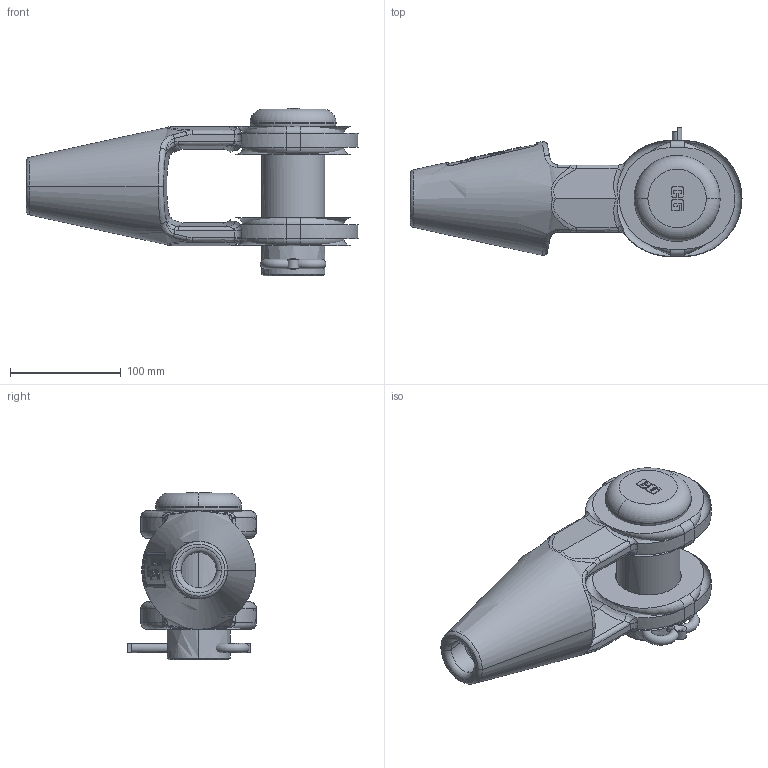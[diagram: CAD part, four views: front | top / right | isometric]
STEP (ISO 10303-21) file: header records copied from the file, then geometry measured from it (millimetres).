
FILE_DESCRIPTION((''),'2;1');
FILE_NAME('CROSBY_416_112_1039753-1039762','2011-08-31T',('Alan Doughty'),('The Crosby Group LLC'),'PRO/ENGINEER BY PARAMETRIC TECHNOLOGY CORPORATION, 2010230','PRO/ENGINEER BY PARAMETRIC TECHNOLOGY CORPORATION, 2010230','');
FILE_SCHEMA(('CONFIG_CONTROL_DESIGN'));
Length unit declared in the file: inch
Products named in the file (1): CROSBY_416_112_1039753-1039762
Bounding box: 300.28 x 116.71 x 151.64 mm (x, y, z)
Surface area: 268734.6 mm2 (no closed solid volume)
Topology: 0 solids, 0 shells, 423 faces, 2168 edges, 2151 vertices
Faces by surface type: bspline 400, torus 23
Entity records: 40069 total; most frequent: CARTESIAN_POINT 23459, DEFINITIONAL_REPRESENTATION 2134, PCURVE 2134, COMPOSITE_CURVE_SEGMENT 2134, DIRECTION 2114, TRIMMED_CURVE 1797, VECTOR 1526, LINE 1526
